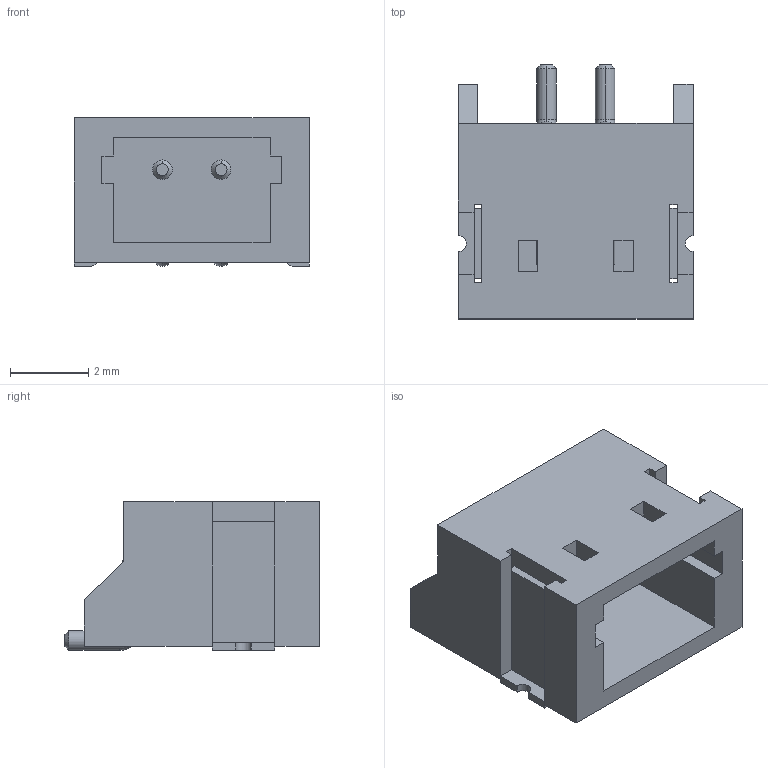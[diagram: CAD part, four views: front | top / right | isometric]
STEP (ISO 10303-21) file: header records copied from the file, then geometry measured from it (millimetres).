
FILE_DESCRIPTION (( 'STEP AP214' ), '1' );
FILE_NAME ('CONN-SMD_2P-P1.50_XUNPU_WAFER-ZH1.5-2PWB.STEP', '2024-07-04T03:44:41', ( '个人用户' ), ( '微软中国' ), 'SwSTEP 2.0', 'SolidWorks 2020', '' );
FILE_SCHEMA (( 'AUTOMOTIVE_DESIGN' ));
Length unit declared in the file: millimetre
Products named in the file (1): CONN-SMD_2P-P1.50_XUNPU_WAFER-ZH1.5-2PWB
Bounding box: 6.01 x 6.5 x 3.8 mm (x, y, z)
Volume: 65.5 mm3; surface area: 262.7 mm2
Topology: 3 solids, 3 shells, 349 faces, 947 edges, 626 vertices
Faces by surface type: plane 221, bspline 98, cylinder 16, cone 8, torus 6
Entity records: 15326 total; most frequent: CARTESIAN_POINT 3263, ORIENTED_EDGE 1894, DIRECTION 1301, EDGE_CURVE 947, VECTOR 693, LINE 693, VERTEX_POINT 626, EDGE_LOOP 375
